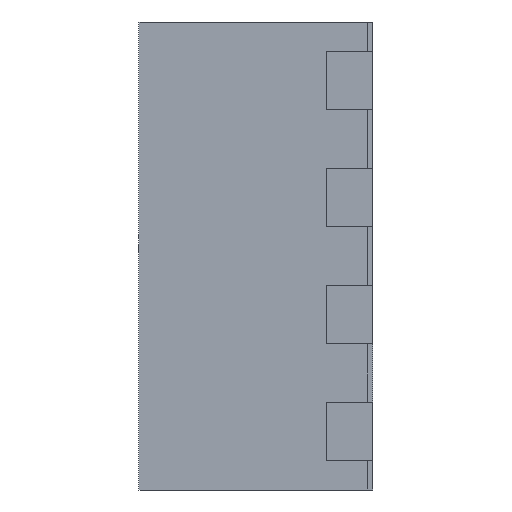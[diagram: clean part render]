
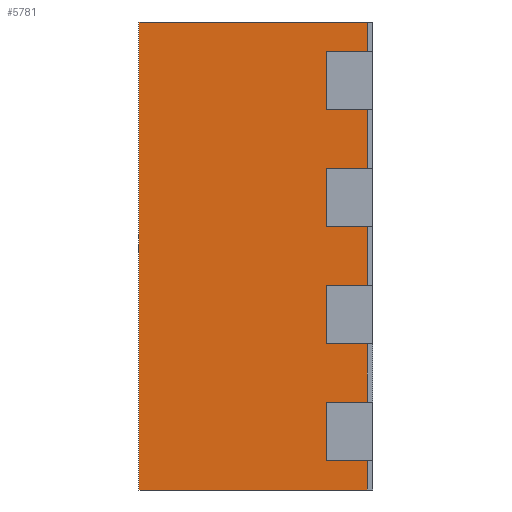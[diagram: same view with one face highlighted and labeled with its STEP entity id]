
A CAD part, left-side view. The second image highlights one B-rep face of the part: STEP entity #5781.
In plain terms, the highlighted planar face has unit normal (-1, 0, 0).
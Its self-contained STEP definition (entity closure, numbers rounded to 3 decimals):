
#3866=DIRECTION('',(0.,0.,1.));
#3867=VECTOR('',#3866,0.25);
#3868=CARTESIAN_POINT('',(-1.25,0.,-0.625));
#3869=LINE('',#3868,#3867);
#3895=DIRECTION('',(0.,0.,1.));
#3896=VECTOR('',#3895,0.25);
#3897=CARTESIAN_POINT('',(-1.25,0.,-0.125));
#3898=LINE('',#3897,#3896);
#3924=DIRECTION('',(0.,0.,1.));
#3925=VECTOR('',#3924,0.25);
#3926=CARTESIAN_POINT('',(-1.25,0.,0.375));
#3927=LINE('',#3926,#3925);
#3960=DIRECTION('',(0.,0.,1.));
#3961=VECTOR('',#3960,0.125);
#3962=CARTESIAN_POINT('',(-1.25,0.,-1.));
#3963=LINE('',#3962,#3961);
#4009=DIRECTION('',(0.,0.,1.));
#4010=VECTOR('',#4009,0.125);
#4011=CARTESIAN_POINT('',(-1.25,0.,0.875));
#4012=LINE('',#4011,#4010);
#4266=DIRECTION('',(0.,1.,0.));
#4267=VECTOR('',#4266,0.975);
#4268=CARTESIAN_POINT('',(-1.25,0.,1.));
#4269=LINE('',#4268,#4267);
#4378=DIRECTION('',(0.,1.,0.));
#4379=VECTOR('',#4378,0.975);
#4380=CARTESIAN_POINT('',(-1.25,0.,-1.));
#4381=LINE('',#4380,#4379);
#4385=DIRECTION('',(0.,1.,0.));
#4386=VECTOR('',#4385,0.175);
#4387=CARTESIAN_POINT('',(-1.25,0.,0.875));
#4388=LINE('',#4387,#4386);
#4392=DIRECTION('',(0.,0.,-1.));
#4393=VECTOR('',#4392,0.25);
#4394=CARTESIAN_POINT('',(-1.25,0.175,0.875));
#4395=LINE('',#4394,#4393);
#4399=DIRECTION('',(0.,1.,0.));
#4400=VECTOR('',#4399,0.175);
#4401=CARTESIAN_POINT('',(-1.25,0.,0.625));
#4402=LINE('',#4401,#4400);
#4406=DIRECTION('',(0.,1.,0.));
#4407=VECTOR('',#4406,0.175);
#4408=CARTESIAN_POINT('',(-1.25,0.,0.375));
#4409=LINE('',#4408,#4407);
#4413=DIRECTION('',(0.,0.,-1.));
#4414=VECTOR('',#4413,0.25);
#4415=CARTESIAN_POINT('',(-1.25,0.175,0.375));
#4416=LINE('',#4415,#4414);
#4420=DIRECTION('',(0.,1.,0.));
#4421=VECTOR('',#4420,0.175);
#4422=CARTESIAN_POINT('',(-1.25,0.,0.125));
#4423=LINE('',#4422,#4421);
#4427=DIRECTION('',(0.,1.,0.));
#4428=VECTOR('',#4427,0.175);
#4429=CARTESIAN_POINT('',(-1.25,0.,-0.125));
#4430=LINE('',#4429,#4428);
#4434=DIRECTION('',(0.,0.,-1.));
#4435=VECTOR('',#4434,0.25);
#4436=CARTESIAN_POINT('',(-1.25,0.175,-0.125));
#4437=LINE('',#4436,#4435);
#4441=DIRECTION('',(0.,1.,0.));
#4442=VECTOR('',#4441,0.175);
#4443=CARTESIAN_POINT('',(-1.25,0.,-0.375));
#4444=LINE('',#4443,#4442);
#4448=DIRECTION('',(0.,1.,0.));
#4449=VECTOR('',#4448,0.175);
#4450=CARTESIAN_POINT('',(-1.25,0.,-0.625));
#4451=LINE('',#4450,#4449);
#4455=DIRECTION('',(0.,0.,-1.));
#4456=VECTOR('',#4455,0.25);
#4457=CARTESIAN_POINT('',(-1.25,0.175,-0.625));
#4458=LINE('',#4457,#4456);
#4462=DIRECTION('',(0.,1.,0.));
#4463=VECTOR('',#4462,0.175);
#4464=CARTESIAN_POINT('',(-1.25,0.,-0.875));
#4465=LINE('',#4464,#4463);
#4672=DIRECTION('',(0.,0.,1.));
#4673=VECTOR('',#4672,2.);
#4674=CARTESIAN_POINT('',(-1.25,0.975,-1.));
#4675=LINE('',#4674,#4673);
#5220=CARTESIAN_POINT('',(-1.25,0.975,-1.));
#5221=CARTESIAN_POINT('',(-1.25,0.975,1.));
#5222=VERTEX_POINT('',#5220);
#5223=VERTEX_POINT('',#5221);
#5228=CARTESIAN_POINT('',(-1.25,0.,-1.));
#5229=VERTEX_POINT('',#5228);
#5230=CARTESIAN_POINT('',(-1.25,0.,1.));
#5231=VERTEX_POINT('',#5230);
#5244=CARTESIAN_POINT('',(-1.25,0.,-0.875));
#5245=VERTEX_POINT('',#5244);
#5246=CARTESIAN_POINT('',(-1.25,0.,-0.625));
#5247=CARTESIAN_POINT('',(-1.25,0.,-0.375));
#5248=VERTEX_POINT('',#5246);
#5249=VERTEX_POINT('',#5247);
#5250=CARTESIAN_POINT('',(-1.25,0.,-0.125));
#5251=CARTESIAN_POINT('',(-1.25,0.,0.125));
#5252=VERTEX_POINT('',#5250);
#5253=VERTEX_POINT('',#5251);
#5254=CARTESIAN_POINT('',(-1.25,0.,0.375));
#5255=CARTESIAN_POINT('',(-1.25,0.,0.625));
#5256=VERTEX_POINT('',#5254);
#5257=VERTEX_POINT('',#5255);
#5304=CARTESIAN_POINT('',(-1.25,0.175,-0.625));
#5305=CARTESIAN_POINT('',(-1.25,0.175,-0.875));
#5306=VERTEX_POINT('',#5304);
#5307=VERTEX_POINT('',#5305);
#5316=CARTESIAN_POINT('',(-1.25,0.,0.875));
#5317=VERTEX_POINT('',#5316);
#5418=CARTESIAN_POINT('',(-1.25,0.175,-0.125));
#5419=CARTESIAN_POINT('',(-1.25,0.175,-0.375));
#5420=VERTEX_POINT('',#5418);
#5421=VERTEX_POINT('',#5419);
#5422=CARTESIAN_POINT('',(-1.25,0.175,0.375));
#5423=CARTESIAN_POINT('',(-1.25,0.175,0.125));
#5424=VERTEX_POINT('',#5422);
#5425=VERTEX_POINT('',#5423);
#5426=CARTESIAN_POINT('',(-1.25,0.175,0.875));
#5427=CARTESIAN_POINT('',(-1.25,0.175,0.625));
#5428=VERTEX_POINT('',#5426);
#5429=VERTEX_POINT('',#5427);
#5740=CARTESIAN_POINT('',(-1.25,0.,-1.));
#5741=DIRECTION('',(-1.,0.,0.));
#5742=DIRECTION('',(0.,0.,1.));
#5743=AXIS2_PLACEMENT_3D('',#5740,#5741,#5742);
#5744=PLANE('',#5743);
#5745=ORIENTED_EDGE('',*,*,#5557,.F.);
#5747=ORIENTED_EDGE('',*,*,#5746,.T.);
#5749=ORIENTED_EDGE('',*,*,#5748,.T.);
#5750=ORIENTED_EDGE('',*,*,#5697,.F.);
#5751=ORIENTED_EDGE('',*,*,#5579,.F.);
#5753=ORIENTED_EDGE('',*,*,#5752,.T.);
#5755=ORIENTED_EDGE('',*,*,#5754,.T.);
#5757=ORIENTED_EDGE('',*,*,#5756,.F.);
#5758=ORIENTED_EDGE('',*,*,#5539,.F.);
#5760=ORIENTED_EDGE('',*,*,#5759,.T.);
#5762=ORIENTED_EDGE('',*,*,#5761,.T.);
#5764=ORIENTED_EDGE('',*,*,#5763,.F.);
#5765=ORIENTED_EDGE('',*,*,#5531,.F.);
#5767=ORIENTED_EDGE('',*,*,#5766,.T.);
#5769=ORIENTED_EDGE('',*,*,#5768,.T.);
#5771=ORIENTED_EDGE('',*,*,#5770,.F.);
#5772=ORIENTED_EDGE('',*,*,#5523,.F.);
#5774=ORIENTED_EDGE('',*,*,#5773,.T.);
#5776=ORIENTED_EDGE('',*,*,#5775,.T.);
#5778=ORIENTED_EDGE('',*,*,#5777,.F.);
#5779=EDGE_LOOP('',(#5745,#5747,#5749,#5750,#5751,#5753,#5755,#5757,#5758,#5760,
#5762,#5764,#5765,#5767,#5769,#5771,#5772,#5774,#5776,#5778));
#5780=FACE_OUTER_BOUND('',#5779,.F.);
#5523=EDGE_CURVE('',#5248,#5249,#3869,.T.);
#5531=EDGE_CURVE('',#5252,#5253,#3898,.T.);
#5539=EDGE_CURVE('',#5256,#5257,#3927,.T.);
#5557=EDGE_CURVE('',#5229,#5245,#3963,.T.);
#5579=EDGE_CURVE('',#5317,#5231,#4012,.T.);
#5697=EDGE_CURVE('',#5231,#5223,#4269,.T.);
#5746=EDGE_CURVE('',#5229,#5222,#4381,.T.);
#5748=EDGE_CURVE('',#5222,#5223,#4675,.T.);
#5752=EDGE_CURVE('',#5317,#5428,#4388,.T.);
#5754=EDGE_CURVE('',#5428,#5429,#4395,.T.);
#5756=EDGE_CURVE('',#5257,#5429,#4402,.T.);
#5759=EDGE_CURVE('',#5256,#5424,#4409,.T.);
#5761=EDGE_CURVE('',#5424,#5425,#4416,.T.);
#5763=EDGE_CURVE('',#5253,#5425,#4423,.T.);
#5766=EDGE_CURVE('',#5252,#5420,#4430,.T.);
#5768=EDGE_CURVE('',#5420,#5421,#4437,.T.);
#5770=EDGE_CURVE('',#5249,#5421,#4444,.T.);
#5773=EDGE_CURVE('',#5248,#5306,#4451,.T.);
#5775=EDGE_CURVE('',#5306,#5307,#4458,.T.);
#5777=EDGE_CURVE('',#5245,#5307,#4465,.T.);
#5781=ADVANCED_FACE('',(#5780),#5744,.T.);
